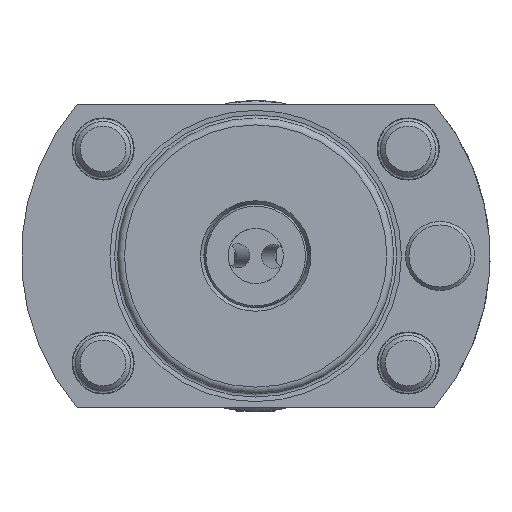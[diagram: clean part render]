
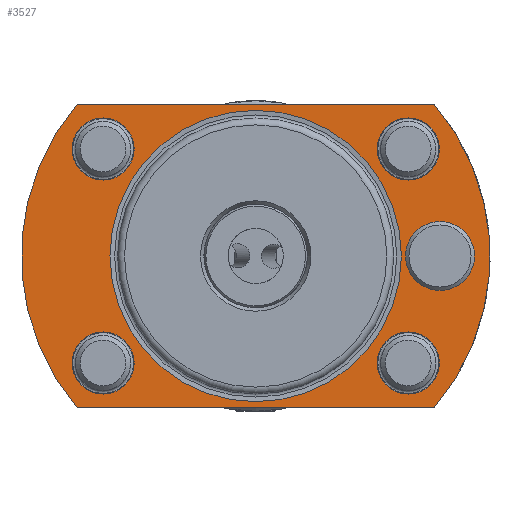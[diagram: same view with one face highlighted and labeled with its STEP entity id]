
A CAD part, left-side view. The second image highlights one B-rep face of the part: STEP entity #3527.
In plain terms, the highlighted planar face has unit normal (-1, 0, 0).
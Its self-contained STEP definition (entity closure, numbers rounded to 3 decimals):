
#70 = EDGE_CURVE ( 'NONE', #7304, #7304, #1782, .T. ) ;
#443 = DIRECTION ( 'NONE',  ( -1., 0., 0. ) ) ;
#672 = FACE_BOUND ( 'NONE', #9742, .T. ) ;
#752 = CARTESIAN_POINT ( 'NONE',  ( -25., 25.857, 22. ) ) ;
#843 = DIRECTION ( 'NONE',  ( 0., 1., 0. ) ) ;
#965 = AXIS2_PLACEMENT_3D ( 'NONE', #4034, #12278, #3000 ) ;
#1231 = FACE_OUTER_BOUND ( 'NONE', #8214, .T. ) ;
#1293 = CARTESIAN_POINT ( 'NONE',  ( -25., -22.1, -15.5 ) ) ;
#1782 = CIRCLE ( 'NONE', #10620, 4.5 ) ;
#1986 = FACE_BOUND ( 'NONE', #9442, .T. ) ;
#2093 = DIRECTION ( 'NONE',  ( 0., -1., 0. ) ) ;
#2107 = VERTEX_POINT ( 'NONE', #9464 ) ;
#2109 = AXIS2_PLACEMENT_3D ( 'NONE', #5062, #443, #3947 ) ;
#2117 = VERTEX_POINT ( 'NONE', #5581 ) ;
#2464 = VERTEX_POINT ( 'NONE', #3990 ) ;
#2507 = CARTESIAN_POINT ( 'NONE',  ( -25., 17.6, 15.5 ) ) ;
#2529 = LINE ( 'NONE', #752, #6021 ) ;
#2564 = DIRECTION ( 'NONE',  ( 0., -1., 0. ) ) ;
#2729 = EDGE_LOOP ( 'NONE', ( #10489 ) ) ;
#3000 = DIRECTION ( 'NONE',  ( 0., -1., 0. ) ) ;
#3093 = CIRCLE ( 'NONE', #15056, 4.5 ) ;
#3361 = ORIENTED_EDGE ( 'NONE', *, *, #12924, .F. ) ;
#3527 = ADVANCED_FACE ( 'NONE', ( #12100, #672, #13232, #6015, #10103, #1231, #1986 ), #5305, .T. ) ;
#3669 = AXIS2_PLACEMENT_3D ( 'NONE', #5530, #7904, #843 ) ;
#3947 = DIRECTION ( 'NONE',  ( 0., -1., 0. ) ) ;
#3990 = CARTESIAN_POINT ( 'NONE',  ( -25., -26.6, -15.5 ) ) ;
#4013 = CARTESIAN_POINT ( 'NONE',  ( -25., 25.857, 22. ) ) ;
#4025 = EDGE_CURVE ( 'NONE', #2117, #2117, #8406, .T. ) ;
#4034 = CARTESIAN_POINT ( 'NONE',  ( -25., 33.95, 0. ) ) ;
#4779 = DIRECTION ( 'NONE',  ( -1., 0., 0. ) ) ;
#4917 = VERTEX_POINT ( 'NONE', #9388 ) ;
#5010 = CARTESIAN_POINT ( 'NONE',  ( -25., 22.1, -15.5 ) ) ;
#5062 = CARTESIAN_POINT ( 'NONE',  ( -25., 22.1, 15.5 ) ) ;
#5134 = VERTEX_POINT ( 'NONE', #4013 ) ;
#5217 = EDGE_LOOP ( 'NONE', ( #11057 ) ) ;
#5305 = PLANE ( 'NONE',  #965 ) ;
#5530 = CARTESIAN_POINT ( 'NONE',  ( -25., 0., 0. ) ) ;
#5581 = CARTESIAN_POINT ( 'NONE',  ( -25., -26.6, 15.5 ) ) ;
#5702 = CIRCLE ( 'NONE', #2109, 4.5 ) ;
#6015 = FACE_BOUND ( 'NONE', #7347, .T. ) ;
#6021 = VECTOR ( 'NONE', #13698, 1000. ) ;
#6285 = CARTESIAN_POINT ( 'NONE',  ( -25., 25.857, -22. ) ) ;
#6304 = ORIENTED_EDGE ( 'NONE', *, *, #10581, .F. ) ;
#6662 = CARTESIAN_POINT ( 'NONE',  ( -25., 0., 0. ) ) ;
#6663 = CARTESIAN_POINT ( 'NONE',  ( -25., -25.857, -22. ) ) ;
#6695 = EDGE_LOOP ( 'NONE', ( #11278 ) ) ;
#6719 = CARTESIAN_POINT ( 'NONE',  ( -25., -22.1, 15.5 ) ) ;
#7189 = DIRECTION ( 'NONE',  ( 0., 1., 0. ) ) ;
#7225 = AXIS2_PLACEMENT_3D ( 'NONE', #6719, #14968, #2093 ) ;
#7304 = VERTEX_POINT ( 'NONE', #11352 ) ;
#7305 = CARTESIAN_POINT ( 'NONE',  ( -25., -25.857, -22. ) ) ;
#7347 = EDGE_LOOP ( 'NONE', ( #12342 ) ) ;
#7460 = VERTEX_POINT ( 'NONE', #2507 ) ;
#7759 = VECTOR ( 'NONE', #12174, 1000. ) ;
#7904 = DIRECTION ( 'NONE',  ( 1., 0., 0. ) ) ;
#7918 = ORIENTED_EDGE ( 'NONE', *, *, #70, .F. ) ;
#8205 = DIRECTION ( 'NONE',  ( 0., -1., 0. ) ) ;
#8214 = EDGE_LOOP ( 'NONE', ( #6304, #3361, #11077, #11307 ) ) ;
#8406 = CIRCLE ( 'NONE', #7225, 4.5 ) ;
#8551 = CARTESIAN_POINT ( 'NONE',  ( -25., -27., 0. ) ) ;
#8767 = DIRECTION ( 'NONE',  ( 0., -1., 0. ) ) ;
#8830 = AXIS2_PLACEMENT_3D ( 'NONE', #6662, #12543, #8888 ) ;
#8888 = DIRECTION ( 'NONE',  ( 0., 1., 0. ) ) ;
#9262 = VERTEX_POINT ( 'NONE', #6285 ) ;
#9388 = CARTESIAN_POINT ( 'NONE',  ( -25., -25.857, 22. ) ) ;
#9442 = EDGE_LOOP ( 'NONE', ( #11111 ) ) ;
#9464 = CARTESIAN_POINT ( 'NONE',  ( -25., -30.15, 0. ) ) ;
#9715 = EDGE_CURVE ( 'NONE', #9262, #5134, #14684, .T. ) ;
#9742 = EDGE_LOOP ( 'NONE', ( #7918 ) ) ;
#10103 = FACE_BOUND ( 'NONE', #2729, .T. ) ;
#10308 = CIRCLE ( 'NONE', #8830, 33.95 ) ;
#10489 = ORIENTED_EDGE ( 'NONE', *, *, #13202, .F. ) ;
#10581 = EDGE_CURVE ( 'NONE', #10961, #9262, #11241, .T. ) ;
#10620 = AXIS2_PLACEMENT_3D ( 'NONE', #5010, #13181, #2564 ) ;
#10780 = CARTESIAN_POINT ( 'NONE',  ( -25., 0., 0. ) ) ;
#10790 = AXIS2_PLACEMENT_3D ( 'NONE', #8551, #12185, #8767 ) ;
#10961 = VERTEX_POINT ( 'NONE', #6663 ) ;
#11057 = ORIENTED_EDGE ( 'NONE', *, *, #11625, .F. ) ;
#11077 = ORIENTED_EDGE ( 'NONE', *, *, #14100, .F. ) ;
#11111 = ORIENTED_EDGE ( 'NONE', *, *, #11768, .T. ) ;
#11118 = VERTEX_POINT ( 'NONE', #11969 ) ;
#11241 = LINE ( 'NONE', #7305, #7759 ) ;
#11278 = ORIENTED_EDGE ( 'NONE', *, *, #11824, .F. ) ;
#11307 = ORIENTED_EDGE ( 'NONE', *, *, #9715, .F. ) ;
#11352 = CARTESIAN_POINT ( 'NONE',  ( -25., 17.6, -15.5 ) ) ;
#11602 = CIRCLE ( 'NONE', #3669, 21.103 ) ;
#11625 = EDGE_CURVE ( 'NONE', #7460, #7460, #5702, .T. ) ;
#11768 = EDGE_CURVE ( 'NONE', #11118, #11118, #11602, .T. ) ;
#11824 = EDGE_CURVE ( 'NONE', #2107, #2107, #13818, .T. ) ;
#11969 = CARTESIAN_POINT ( 'NONE',  ( -25., 21.103, 0. ) ) ;
#12009 = DIRECTION ( 'NONE',  ( 1., 0., 0. ) ) ;
#12100 = FACE_BOUND ( 'NONE', #6695, .T. ) ;
#12174 = DIRECTION ( 'NONE',  ( 0., 1., 0. ) ) ;
#12185 = DIRECTION ( 'NONE',  ( -1., 0., 0. ) ) ;
#12278 = DIRECTION ( 'NONE',  ( -1., 0., 0. ) ) ;
#12342 = ORIENTED_EDGE ( 'NONE', *, *, #4025, .F. ) ;
#12518 = AXIS2_PLACEMENT_3D ( 'NONE', #10780, #12009, #7189 ) ;
#12543 = DIRECTION ( 'NONE',  ( 1., 0., 0. ) ) ;
#12924 = EDGE_CURVE ( 'NONE', #4917, #10961, #10308, .T. ) ;
#13181 = DIRECTION ( 'NONE',  ( -1., 0., 0. ) ) ;
#13202 = EDGE_CURVE ( 'NONE', #2464, #2464, #3093, .T. ) ;
#13232 = FACE_BOUND ( 'NONE', #5217, .T. ) ;
#13698 = DIRECTION ( 'NONE',  ( 0., -1., 0. ) ) ;
#13818 = CIRCLE ( 'NONE', #10790, 3.15 ) ;
#14100 = EDGE_CURVE ( 'NONE', #5134, #4917, #2529, .T. ) ;
#14684 = CIRCLE ( 'NONE', #12518, 33.95 ) ;
#14968 = DIRECTION ( 'NONE',  ( -1., 0., 0. ) ) ;
#15056 = AXIS2_PLACEMENT_3D ( 'NONE', #1293, #4779, #8205 ) ;
